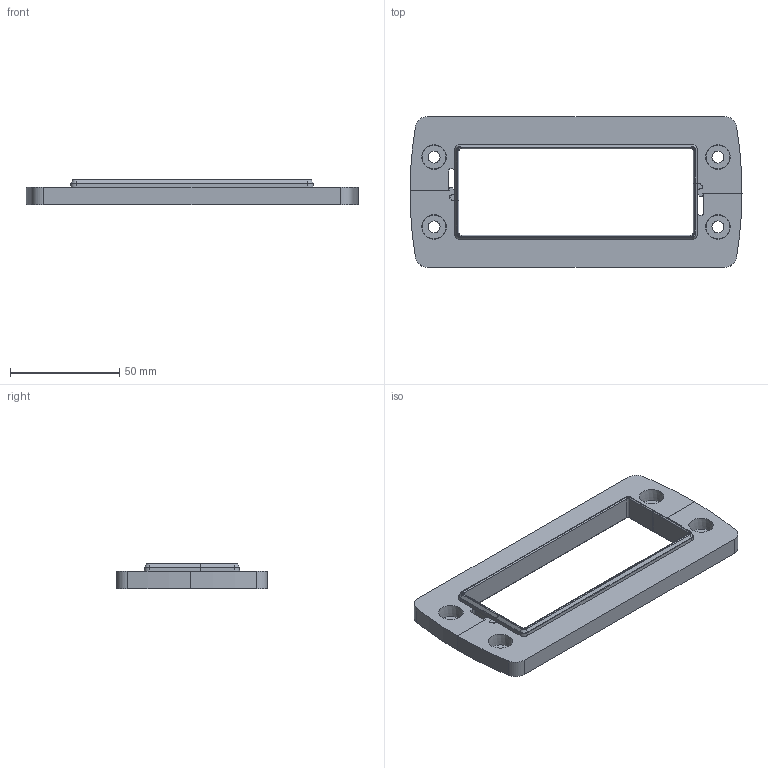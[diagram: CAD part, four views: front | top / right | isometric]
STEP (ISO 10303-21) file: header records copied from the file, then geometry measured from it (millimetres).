
FILE_DESCRIPTION(/* description */ (''),/* implementation_level */ '2;1');
FILE_NAME(/* name */ '28505_4_KDS-IVR_10-24.stp',/* time_stamp */ '2022-11-29T12:32:40+01:00',/* author */ (''),/* organization */ (''),/* preprocessor_version */ 'ST-DEVELOPER v16.7',/* originating_system */ 'SIEMENS PLM Software NX 12.0',/* authorisation */ '');
FILE_SCHEMA (('AUTOMOTIVE_DESIGN { 1 0 10303 214 3 1 1 1 }'));
Length unit declared in the file: millimetre
Products named in the file (1): 28505_4_KDS-IVR_10-24
Bounding box: 152 x 69 x 11.5 mm (x, y, z)
Volume: 47785.8 mm3; surface area: 22155.2 mm2
Topology: 2 solids, 2 shells, 226 faces, 574 edges, 360 vertices
Faces by surface type: cylinder 102, plane 92, bspline 24, cone 8
Full cylindrical faces by diameter (mm): 5.5 x4
Entity records: 7195 total; most frequent: CARTESIAN_POINT 1741, DIRECTION 1144, ORIENTED_EDGE 1124, EDGE_CURVE 562, AXIS2_PLACEMENT_3D 407, VERTEX_POINT 356, LINE 330, VECTOR 330
